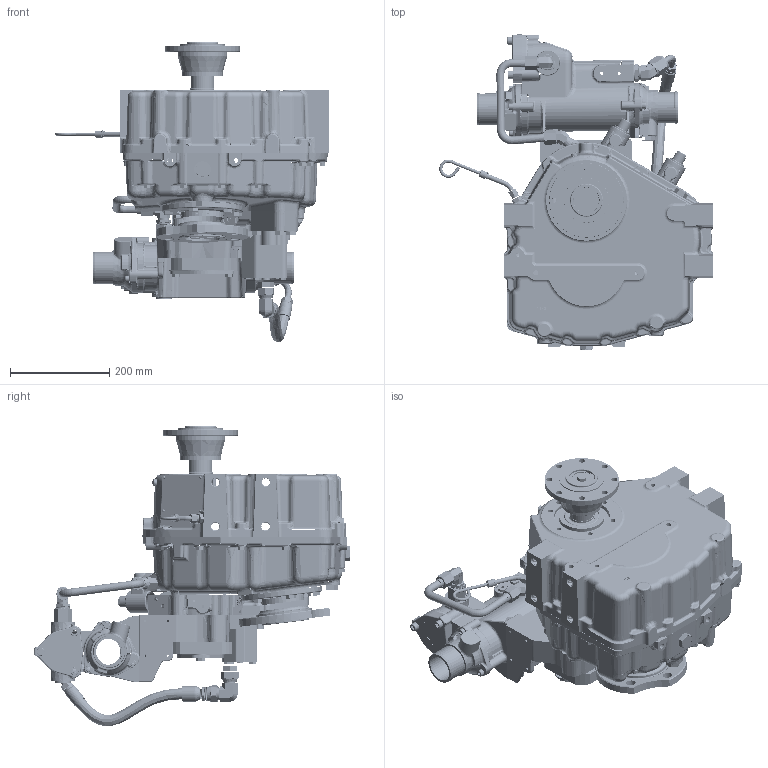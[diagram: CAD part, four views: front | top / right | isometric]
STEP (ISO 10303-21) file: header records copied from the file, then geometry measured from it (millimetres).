
FILE_DESCRIPTION (( 'STEP AP214' ), '1' );
FILE_NAME ('1026552K.STEP', '2018-08-01T15:05:33', ( '' ), ( '' ), 'SwSTEP 2.0', 'SolidWorks 2015', '' );
FILE_SCHEMA (( 'AUTOMOTIVE_DESIGN' ));
Length unit declared in the file: millimetre
Products named in the file (1): 1026552K
Bounding box: 549.82 x 634.27 x 603.88 mm (x, y, z)
Surface area: 1722302.5 mm2 (no closed solid volume)
Topology: 0 solids, 308 shells, 4351 faces, 15833 edges, 11198 vertices
Faces by surface type: plane 1239, cylinder 1136, bspline 890, torus 591, cone 406, sphere 89
Entity records: 275971 total; most frequent: CARTESIAN_POINT 104176, DIRECTION 24588, ORIENTED_EDGE 23921, EDGE_CURVE 15708, VERTEX_POINT 11188, AXIS2_PLACEMENT_3D 9705, CIRCLE 6243, LINE 5178
